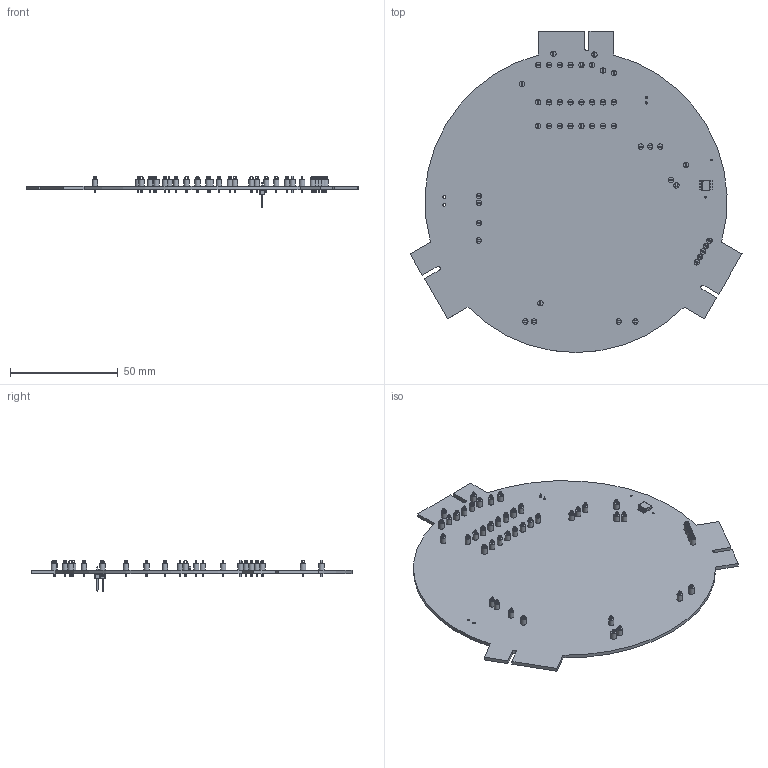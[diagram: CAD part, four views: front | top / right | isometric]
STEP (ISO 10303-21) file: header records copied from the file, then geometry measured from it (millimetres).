
FILE_DESCRIPTION(/* description */ (''),/* implementation_level */ '2;1');
FILE_NAME(/* name */ 'ccdfebf4-f5e8-4042-b1f9-bf3ff9793c0e.stp',/* time_stamp */ '2023-05-24T13:49:06Z',/* author */ (''),/* organization */ (''),/* preprocessor_version */ 'ST-DEVELOPER v19.2',/* originating_system */ 'Autodesk Translation Framework v12.6.0.85',/* authorisation */ '');
FILE_SCHEMA (('AUTOMOTIVE_DESIGN { 1 0 10303 214 3 1 1 }'));
Length unit declared in the file: millimetre
Products named in the file (5): KretsKort_-_RegSys_-_rev14_-_MASTER; Board; MOLEX_22_28_4020_Header_2x1_2.54mm_1; TP_KSTN_5002_36_5002_ND_3; SOP127P600X175_8M_STTS75M2F_1
Assembly tree (50 placements, depth 2):
  KretsKort_-_RegSys_-_rev14_-_MASTER
    Board
    MOLEX_22_28_4020_Header_2x1_2.54mm_1
    TP_KSTN_5002_36_5002_ND_3  x47
    SOP127P600X175_8M_STTS75M2F_1
Bounding box: 153.75 x 148.73 x 14.67 mm (x, y, z)
Volume: 26697.7 mm3; surface area: 36949.7 mm2
Topology: 105 solids, 106 shells, 1428 faces, 3439 edges, 2223 vertices
Faces by surface type: plane 950, cylinder 460, sphere 10, bspline 8
Full cylindrical faces by diameter (mm): 0.5 x1, 0.762 x2, 1.07 x2, 1.1 x47, 1.3 x2, 2.5 x47
Entity records: 16018 total; most frequent: CARTESIAN_POINT 4341, DIRECTION 2300, ORIENTED_EDGE 2169, EDGE_CURVE 1085, LINE 792, VECTOR 792, AXIS2_PLACEMENT_3D 754, VERTEX_POINT 659
